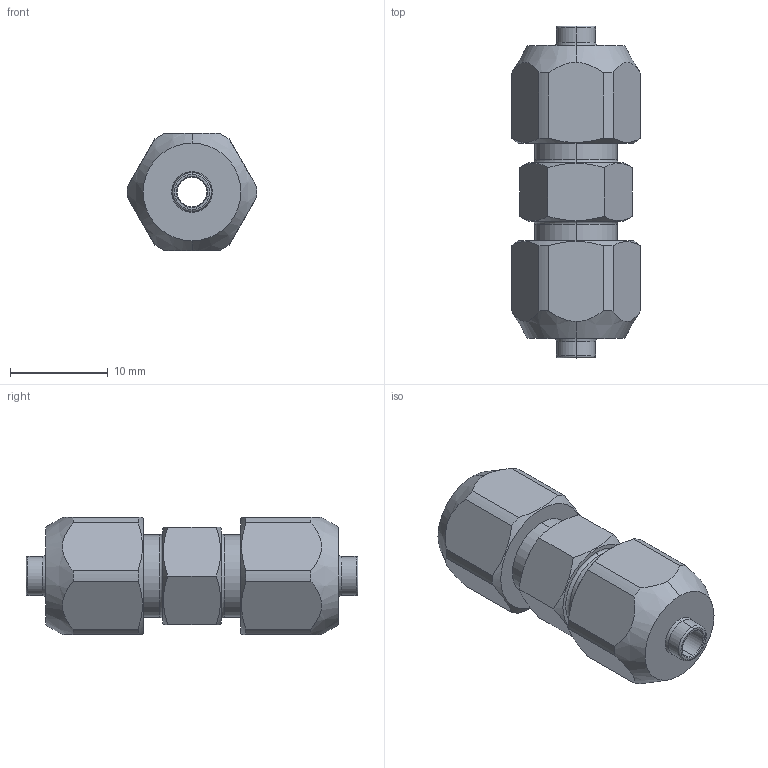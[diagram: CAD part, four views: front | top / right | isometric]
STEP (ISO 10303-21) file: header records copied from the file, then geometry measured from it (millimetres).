
FILE_DESCRIPTION (( 'STEP AP203' ), '1' );
FILE_NAME ('X2163030.STEP', '2011-07-20T15:14:23', ( 'Flavio' ), ( '' ), 'SwSTEP 2.0', 'SolidWorks 2011', '' );
FILE_SCHEMA (( 'CONFIG_CONTROL_DESIGN' ));
Length unit declared in the file: millimetre
Products named in the file (1): X2163030
Bounding box: 13.24 x 34 x 12 mm (x, y, z)
Volume: 2910.6 mm3; surface area: 1799.1 mm2
Topology: 1 solids, 1 shells, 76 faces, 188 edges, 120 vertices
Faces by surface type: plane 26, cylinder 22, cone 20, torus 8
Entity records: 2625 total; most frequent: CARTESIAN_POINT 761, ORIENTED_EDGE 376, DIRECTION 374, EDGE_CURVE 188, AXIS2_PLACEMENT_3D 157, VERTEX_POINT 120, EDGE_LOOP 84, CIRCLE 80
